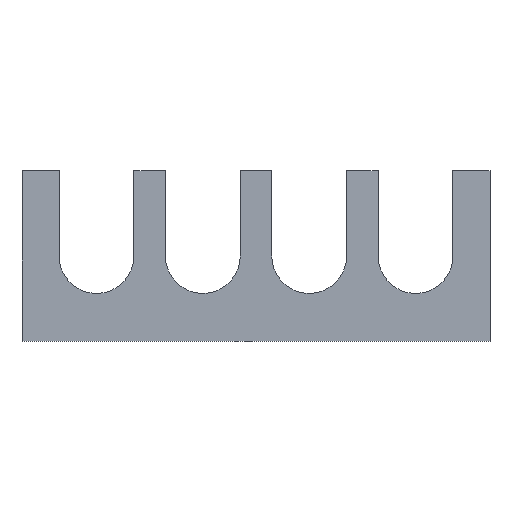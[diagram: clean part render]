
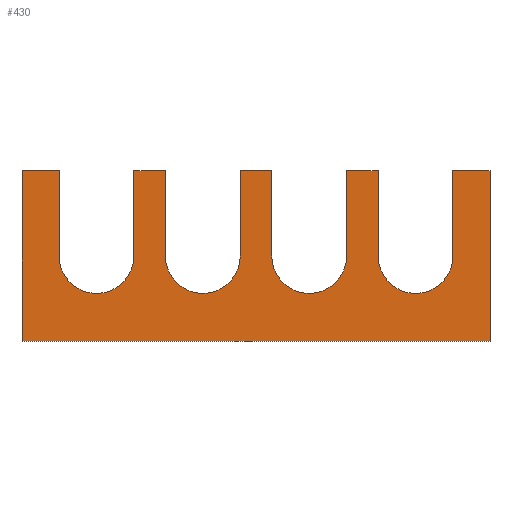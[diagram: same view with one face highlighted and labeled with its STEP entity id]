
A CAD part, top view. The second image highlights one B-rep face of the part: STEP entity #430.
In plain terms, the highlighted planar face has unit normal (0, 0, 1).
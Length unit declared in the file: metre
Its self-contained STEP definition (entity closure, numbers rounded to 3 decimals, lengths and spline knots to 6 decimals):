
#13=CIRCLE('',#448,0.005588);
#15=CIRCLE('',#458,0.005588);
#17=CIRCLE('',#464,0.005588);
#19=CIRCLE('',#470,0.005588);
#104=ORIENTED_EDGE('',*,*,#146,.F.);
#105=ORIENTED_EDGE('',*,*,#150,.F.);
#106=ORIENTED_EDGE('',*,*,#153,.T.);
#107=ORIENTED_EDGE('',*,*,#156,.T.);
#108=ORIENTED_EDGE('',*,*,#159,.F.);
#109=ORIENTED_EDGE('',*,*,#162,.F.);
#110=ORIENTED_EDGE('',*,*,#165,.T.);
#111=ORIENTED_EDGE('',*,*,#168,.T.);
#112=ORIENTED_EDGE('',*,*,#171,.F.);
#113=ORIENTED_EDGE('',*,*,#174,.T.);
#114=ORIENTED_EDGE('',*,*,#177,.T.);
#115=ORIENTED_EDGE('',*,*,#180,.T.);
#116=ORIENTED_EDGE('',*,*,#183,.F.);
#117=ORIENTED_EDGE('',*,*,#186,.T.);
#118=ORIENTED_EDGE('',*,*,#189,.T.);
#119=ORIENTED_EDGE('',*,*,#192,.T.);
#120=ORIENTED_EDGE('',*,*,#195,.F.);
#121=ORIENTED_EDGE('',*,*,#198,.F.);
#122=ORIENTED_EDGE('',*,*,#201,.T.);
#123=ORIENTED_EDGE('',*,*,#203,.T.);
#146=EDGE_CURVE('',#206,#207,#246,.T.);
#150=EDGE_CURVE('',#209,#206,#13,.T.);
#153=EDGE_CURVE('',#209,#211,#251,.T.);
#156=EDGE_CURVE('',#211,#213,#254,.T.);
#159=EDGE_CURVE('',#215,#213,#257,.T.);
#162=EDGE_CURVE('',#217,#215,#260,.T.);
#165=EDGE_CURVE('',#217,#219,#263,.T.);
#168=EDGE_CURVE('',#219,#221,#266,.T.);
#171=EDGE_CURVE('',#223,#221,#269,.T.);
#174=EDGE_CURVE('',#223,#225,#15,.T.);
#177=EDGE_CURVE('',#225,#227,#273,.T.);
#180=EDGE_CURVE('',#227,#229,#276,.T.);
#183=EDGE_CURVE('',#231,#229,#279,.T.);
#186=EDGE_CURVE('',#231,#233,#17,.T.);
#189=EDGE_CURVE('',#233,#235,#283,.T.);
#192=EDGE_CURVE('',#235,#237,#286,.T.);
#195=EDGE_CURVE('',#239,#237,#289,.T.);
#198=EDGE_CURVE('',#241,#239,#19,.T.);
#201=EDGE_CURVE('',#241,#243,#293,.T.);
#203=EDGE_CURVE('',#243,#207,#295,.T.);
#206=VERTEX_POINT('',#595);
#207=VERTEX_POINT('',#597);
#209=VERTEX_POINT('',#603);
#211=VERTEX_POINT('',#609);
#213=VERTEX_POINT('',#615);
#215=VERTEX_POINT('',#621);
#217=VERTEX_POINT('',#627);
#219=VERTEX_POINT('',#633);
#221=VERTEX_POINT('',#639);
#223=VERTEX_POINT('',#645);
#225=VERTEX_POINT('',#651);
#227=VERTEX_POINT('',#657);
#229=VERTEX_POINT('',#663);
#231=VERTEX_POINT('',#669);
#233=VERTEX_POINT('',#675);
#235=VERTEX_POINT('',#681);
#237=VERTEX_POINT('',#687);
#239=VERTEX_POINT('',#693);
#241=VERTEX_POINT('',#699);
#243=VERTEX_POINT('',#705);
#246=LINE('',#596,#298);
#251=LINE('',#610,#303);
#254=LINE('',#616,#306);
#257=LINE('',#622,#309);
#260=LINE('',#628,#312);
#263=LINE('',#634,#315);
#266=LINE('',#640,#318);
#269=LINE('',#646,#321);
#273=LINE('',#658,#325);
#276=LINE('',#664,#328);
#279=LINE('',#670,#331);
#283=LINE('',#682,#335);
#286=LINE('',#688,#338);
#289=LINE('',#694,#341);
#293=LINE('',#706,#345);
#295=LINE('',#709,#347);
#298=VECTOR('',#481,1.);
#303=VECTOR('',#494,1.);
#306=VECTOR('',#499,1.);
#309=VECTOR('',#504,1.);
#312=VECTOR('',#509,1.);
#315=VECTOR('',#514,1.);
#318=VECTOR('',#519,1.);
#321=VECTOR('',#524,1.);
#325=VECTOR('',#536,1.);
#328=VECTOR('',#541,1.);
#331=VECTOR('',#546,1.);
#335=VECTOR('',#558,1.);
#338=VECTOR('',#563,1.);
#341=VECTOR('',#568,1.);
#345=VECTOR('',#580,1.);
#347=VECTOR('',#584,1.);
#368=EDGE_LOOP('',(#104,#105,#106,#107,#108,#109,#110,#111,#112,#113,#114,
#115,#116,#117,#118,#119,#120,#121,#122,#123));
#390=FACE_BOUND('',#368,.T.);
#408=PLANE('',#473);
#430=ADVANCED_FACE('',(#390),#408,.T.);
#448=AXIS2_PLACEMENT_3D('',#604,#488,#489);
#458=AXIS2_PLACEMENT_3D('',#652,#530,#531);
#464=AXIS2_PLACEMENT_3D('',#676,#552,#553);
#470=AXIS2_PLACEMENT_3D('',#700,#574,#575);
#473=AXIS2_PLACEMENT_3D('',#710,#585,#586);
#481=DIRECTION('',(0.,1.,0.));
#488=DIRECTION('',(0.,0.,1.));
#489=DIRECTION('',(1.,0.,0.));
#494=DIRECTION('',(0.,1.,0.));
#499=DIRECTION('',(-1.,0.,0.));
#504=DIRECTION('',(0.,1.,0.));
#509=DIRECTION('',(-1.,0.,0.));
#514=DIRECTION('',(0.,1.,0.));
#519=DIRECTION('',(-1.,0.,0.));
#524=DIRECTION('',(0.,1.,0.));
#530=DIRECTION('',(0.,0.,-1.));
#531=DIRECTION('',(1.,0.,0.));
#536=DIRECTION('',(0.,1.,0.));
#541=DIRECTION('',(-1.,0.,0.));
#546=DIRECTION('',(0.,1.,0.));
#552=DIRECTION('',(0.,0.,-1.));
#553=DIRECTION('',(1.,0.,0.));
#558=DIRECTION('',(0.,1.,0.));
#563=DIRECTION('',(-1.,0.,0.));
#568=DIRECTION('',(0.,1.,0.));
#574=DIRECTION('',(0.,0.,1.));
#575=DIRECTION('',(1.,0.,0.));
#580=DIRECTION('',(0.,1.,0.));
#584=DIRECTION('',(-1.,0.,0.));
#585=DIRECTION('',(0.,0.,1.));
#586=DIRECTION('',(1.,0.,0.));
#595=CARTESIAN_POINT('',(-0.018225,0.,0.000813));
#596=CARTESIAN_POINT('',(-0.018225,0.00635,0.000813));
#597=CARTESIAN_POINT('',(-0.018225,0.0127,0.000813));
#603=CARTESIAN_POINT('',(-0.029401,0.,0.000813));
#604=CARTESIAN_POINT('',(-0.023813,0.,0.000813));
#609=CARTESIAN_POINT('',(-0.029401,0.0127,0.000813));
#610=CARTESIAN_POINT('',(-0.029401,0.00635,0.000813));
#615=CARTESIAN_POINT('',(-0.034925,0.0127,0.000813));
#616=CARTESIAN_POINT('',(-0.032163,0.0127,0.000813));
#621=CARTESIAN_POINT('',(-0.034925,-0.0127,0.000813));
#622=CARTESIAN_POINT('',(-0.034925,0.,0.000813));
#627=CARTESIAN_POINT('',(0.034925,-0.0127,0.000813));
#628=CARTESIAN_POINT('',(0.,-0.0127,0.000813));
#633=CARTESIAN_POINT('',(0.034925,0.0127,0.000813));
#634=CARTESIAN_POINT('',(0.034925,0.,0.000813));
#639=CARTESIAN_POINT('',(0.029401,0.0127,0.000813));
#640=CARTESIAN_POINT('',(0.032163,0.0127,0.000813));
#645=CARTESIAN_POINT('',(0.029401,0.,0.000813));
#646=CARTESIAN_POINT('',(0.029401,0.00635,0.000813));
#651=CARTESIAN_POINT('',(0.018225,0.,0.000813));
#652=CARTESIAN_POINT('',(0.023813,0.,0.000813));
#657=CARTESIAN_POINT('',(0.018225,0.0127,0.000813));
#658=CARTESIAN_POINT('',(0.018225,0.00635,0.000813));
#663=CARTESIAN_POINT('',(0.013526,0.0127,0.000813));
#664=CARTESIAN_POINT('',(0.015875,0.0127,0.000813));
#669=CARTESIAN_POINT('',(0.013526,0.,0.000813));
#670=CARTESIAN_POINT('',(0.013526,0.00635,0.000813));
#675=CARTESIAN_POINT('',(0.00235,0.,0.000813));
#676=CARTESIAN_POINT('',(0.007938,0.,0.000813));
#681=CARTESIAN_POINT('',(0.00235,0.0127,0.000813));
#682=CARTESIAN_POINT('',(0.00235,0.00635,0.000813));
#687=CARTESIAN_POINT('',(-0.00235,0.0127,0.000813));
#688=CARTESIAN_POINT('',(0.,0.0127,0.000813));
#693=CARTESIAN_POINT('',(-0.00235,0.,0.000813));
#694=CARTESIAN_POINT('',(-0.00235,0.00635,0.000813));
#699=CARTESIAN_POINT('',(-0.013526,0.,0.000813));
#700=CARTESIAN_POINT('',(-0.007938,0.,0.000813));
#705=CARTESIAN_POINT('',(-0.013526,0.0127,0.000813));
#706=CARTESIAN_POINT('',(-0.013526,0.00635,0.000813));
#709=CARTESIAN_POINT('',(-0.015875,0.0127,0.000813));
#710=CARTESIAN_POINT('',(0.,0.,0.000813));
